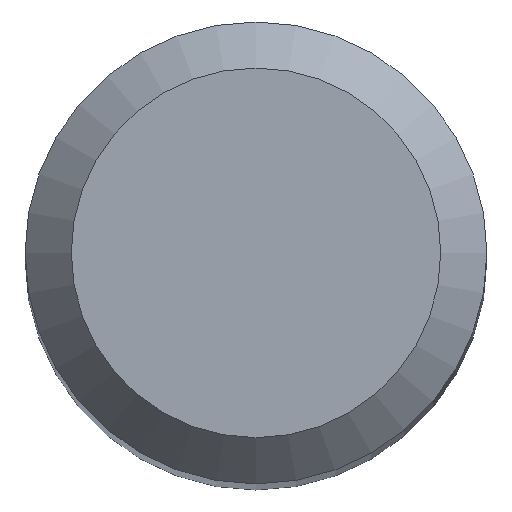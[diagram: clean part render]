
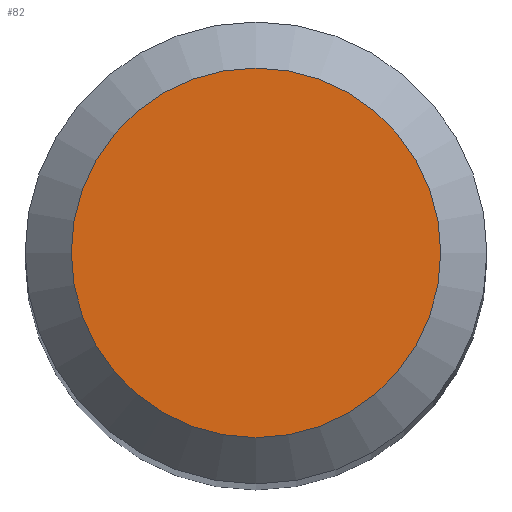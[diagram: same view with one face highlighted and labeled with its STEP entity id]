
A CAD part, top view. The second image highlights one B-rep face of the part: STEP entity #82.
In plain terms, the highlighted planar face has unit normal (0, 0, 1).
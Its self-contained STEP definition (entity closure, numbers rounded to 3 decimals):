
#3 = EDGE_CURVE ( 'NONE', #107, #107, #211, .T. ) ;
#10 = CARTESIAN_POINT ( 'NONE',  ( 0., 0., 38. ) ) ;
#47 = DIRECTION ( 'NONE',  ( 0., 0., 1. ) ) ;
#82 = ADVANCED_FACE ( 'NONE', ( #103 ), #230, .T. ) ;
#85 = EDGE_LOOP ( 'NONE', ( #234 ) ) ;
#89 = DIRECTION ( 'NONE',  ( 1., 0., 0. ) ) ;
#103 = FACE_OUTER_BOUND ( 'NONE', #85, .T. ) ;
#107 = VERTEX_POINT ( 'NONE', #130 ) ;
#130 = CARTESIAN_POINT ( 'NONE',  ( 1.6, 0., 38. ) ) ;
#134 = AXIS2_PLACEMENT_3D ( 'NONE', #10, #47, #89 ) ;
#146 = DIRECTION ( 'NONE',  ( 1., 0., 0. ) ) ;
#164 = CARTESIAN_POINT ( 'NONE',  ( 0., 0., 38. ) ) ;
#206 = DIRECTION ( 'NONE',  ( 0., 0., 1. ) ) ;
#211 = CIRCLE ( 'NONE', #232, 1.6 ) ;
#230 = PLANE ( 'NONE',  #134 ) ;
#232 = AXIS2_PLACEMENT_3D ( 'NONE', #164, #206, #146 ) ;
#234 = ORIENTED_EDGE ( 'NONE', *, *, #3, .T. ) ;
